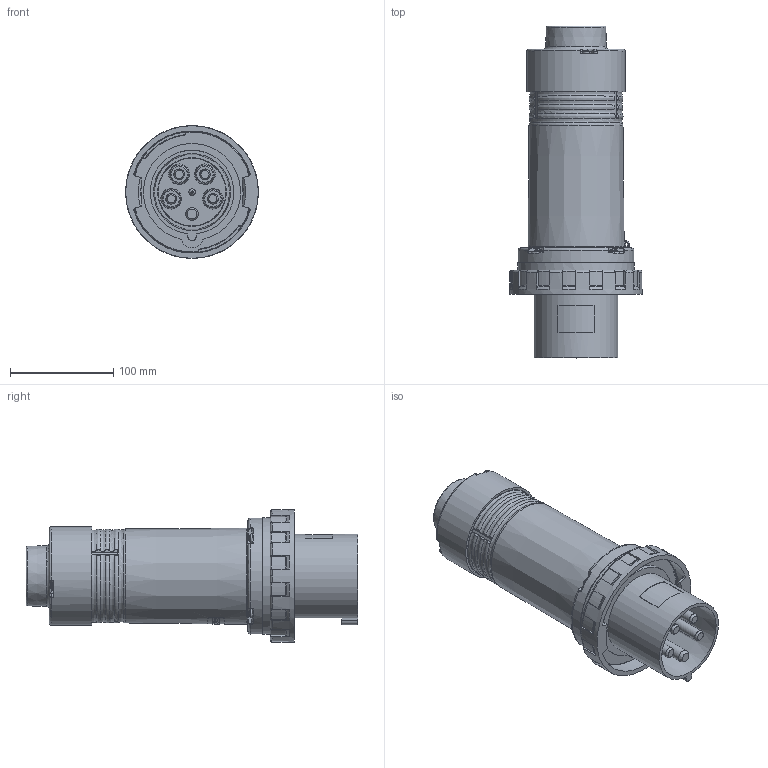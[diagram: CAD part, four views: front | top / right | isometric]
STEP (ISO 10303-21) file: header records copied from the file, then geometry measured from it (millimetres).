
FILE_DESCRIPTION(/* description */ (''),/* implementation_level */ '2;1');
FILE_NAME(/* name */ '4003589.stp',/* time_stamp */ '2019-03-01T11:20:35+01:00',/* author */ (''),/* organization */ (''),/* preprocessor_version */ 'ST-DEVELOPER v16.7',/* originating_system */ 'SIEMENS PLM Software NX 12.0',/* authorisation */ '');
FILE_SCHEMA (('AUTOMOTIVE_DESIGN { 1 0 10303 214 3 1 1 1 }'));
Products named in the file (1): bsom23CC53FBp1l2
Bounding box: 128.5 x 321.3 x 128.5 mm (x, y, z)
Volume: 686856.7 mm3; surface area: 477696 mm2
Topology: 23 solids, 23 shells, 2290 faces, 6024 edges, 3863 vertices
Faces by surface type: plane 988, cylinder 523, bspline 304, cone 198, torus 182, extrusion 70, sphere 25
Full cylindrical faces by diameter (mm): 2.2 x1, 2.5 x1, 2.85 x2, 3.4 x12, 3.5 x5, 3.7 x4, 3.8 x4, 4 x3, 4.3 x3, 4.5 x13, 4.642 x1, 4.8 x6, 5 x1, 5.6 x3, 6 x1, 6.2 x1, 6.5 x1, 7.8 x3, 8 x1, 8.4 x4, 8.5 x10, 10 x4, 10.3 x4, 11.7 x1, 12 x5, 12.3 x1, 15 x5, 18 x5, 18.5 x5, 25.4 x1
Entity records: 98766 total; most frequent: CARTESIAN_POINT 45971, ORIENTED_EDGE 11314, DIRECTION 10029, EDGE_CURVE 5657, AXIS2_PLACEMENT_3D 3973, VERTEX_POINT 3776, EDGE_LOOP 2739, ADVANCED_FACE 2289
